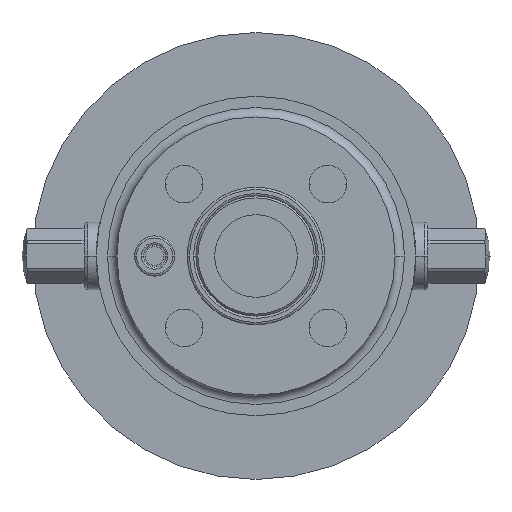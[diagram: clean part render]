
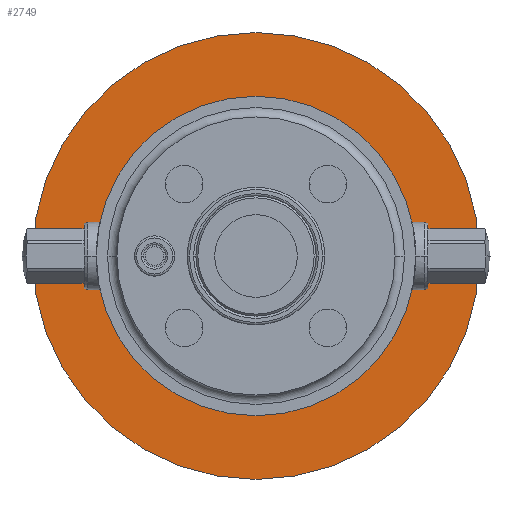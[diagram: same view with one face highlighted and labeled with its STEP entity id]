
A CAD part, front view. The second image highlights one B-rep face of the part: STEP entity #2749.
In plain terms, the highlighted planar face has unit normal (0, -1, 0).
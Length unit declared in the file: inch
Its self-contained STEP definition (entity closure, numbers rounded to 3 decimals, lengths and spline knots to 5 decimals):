
#702=CARTESIAN_POINT('',(0.,3.14961,0.));
#703=DIRECTION('',(0.,-1.,0.));
#704=DIRECTION('',(1.,0.,0.));
#705=AXIS2_PLACEMENT_3D('',#702,#703,#704);
#710=CARTESIAN_POINT('',(0.,3.14961,0.));
#711=DIRECTION('',(0.,1.,0.));
#712=DIRECTION('',(1.,0.,0.));
#713=AXIS2_PLACEMENT_3D('',#710,#711,#712);
#718=CARTESIAN_POINT('',(0.,3.14961,0.));
#719=DIRECTION('',(0.,1.,0.));
#720=DIRECTION('',(1.,0.,0.));
#721=AXIS2_PLACEMENT_3D('',#718,#719,#720);
#733=CARTESIAN_POINT('',(0.,3.14961,0.));
#734=DIRECTION('',(0.,-1.,0.));
#735=DIRECTION('',(1.,0.,0.));
#736=AXIS2_PLACEMENT_3D('',#733,#734,#735);
#2066=CARTESIAN_POINT('',(2.34055,3.14961,0.));
#2068=VERTEX_POINT('',#2066);
#2090=CARTESIAN_POINT('',(-2.34055,3.14961,0.));
#2092=VERTEX_POINT('',#2090);
#2100=CARTESIAN_POINT('',(1.67323,3.14961,0.));
#2101=CARTESIAN_POINT('',(-1.67323,3.14961,0.));
#2102=VERTEX_POINT('',#2100);
#2103=VERTEX_POINT('',#2101);
#2734=CARTESIAN_POINT('',(0.,3.14961,0.));
#2735=DIRECTION('',(0.,1.,0.));
#2736=DIRECTION('',(1.,0.,0.));
#2737=AXIS2_PLACEMENT_3D('',#2734,#2735,#2736);
#2738=PLANE('',#2737);
#2740=ORIENTED_EDGE('',*,*,#2739,.T.);
#2742=ORIENTED_EDGE('',*,*,#2741,.F.);
#2743=EDGE_LOOP('',(#2740,#2742));
#2744=FACE_OUTER_BOUND('',#2743,.F.);
#2745=ORIENTED_EDGE('',*,*,#2723,.T.);
#2746=ORIENTED_EDGE('',*,*,#2656,.F.);
#2747=EDGE_LOOP('',(#2745,#2746));
#2748=FACE_BOUND('',#2747,.F.);
#706=CIRCLE('',#705,1.67323);
#714=CIRCLE('',#713,1.67323);
#722=CIRCLE('',#721,2.34055);
#737=CIRCLE('',#736,2.34055);
#2656=EDGE_CURVE('',#2102,#2103,#714,.T.);
#2723=EDGE_CURVE('',#2102,#2103,#706,.T.);
#2739=EDGE_CURVE('',#2068,#2092,#722,.T.);
#2741=EDGE_CURVE('',#2068,#2092,#737,.T.);
#2749=ADVANCED_FACE('',(#2744,#2748),#2738,.F.);
